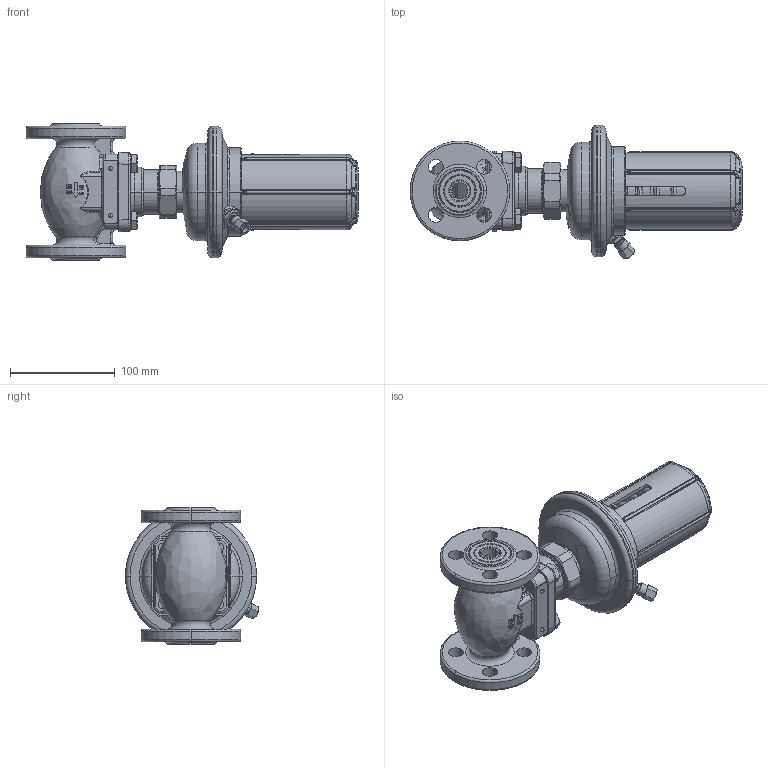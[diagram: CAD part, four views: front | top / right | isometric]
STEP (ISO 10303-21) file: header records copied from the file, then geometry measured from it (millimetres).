
FILE_DESCRIPTION((''),'2;1');
FILE_NAME('003H6345','2015-02-24T',('u317927'),('Danfoss'),'PRO/ENGINEER BY PARAMETRIC TECHNOLOGY CORPORATION, 2014000','PRO/ENGINEER BY PARAMETRIC TECHNOLOGY CORPORATION, 2014000','');
FILE_SCHEMA(('CONFIG_CONTROL_DESIGN'));
Products named in the file (1): 003H6345
Bounding box: 316.3 x 127.07 x 130 mm (x, y, z)
Volume: 820792.6 mm3; surface area: 301370.2 mm2
Topology: 3 solids, 3 shells, 1936 faces, 4758 edges, 2916 vertices
Faces by surface type: plane 811, cylinder 402, torus 242, cone 234, bspline 220, sphere 27
Entity records: 78301 total; most frequent: CARTESIAN_POINT 34150, ORIENTED_EDGE 9486, DIRECTION 8944, EDGE_CURVE 4743, AXIS2_PLACEMENT_3D 3519, VERTEX_POINT 2916, EDGE_LOOP 2095, FACE_OUTER_BOUND 1936
